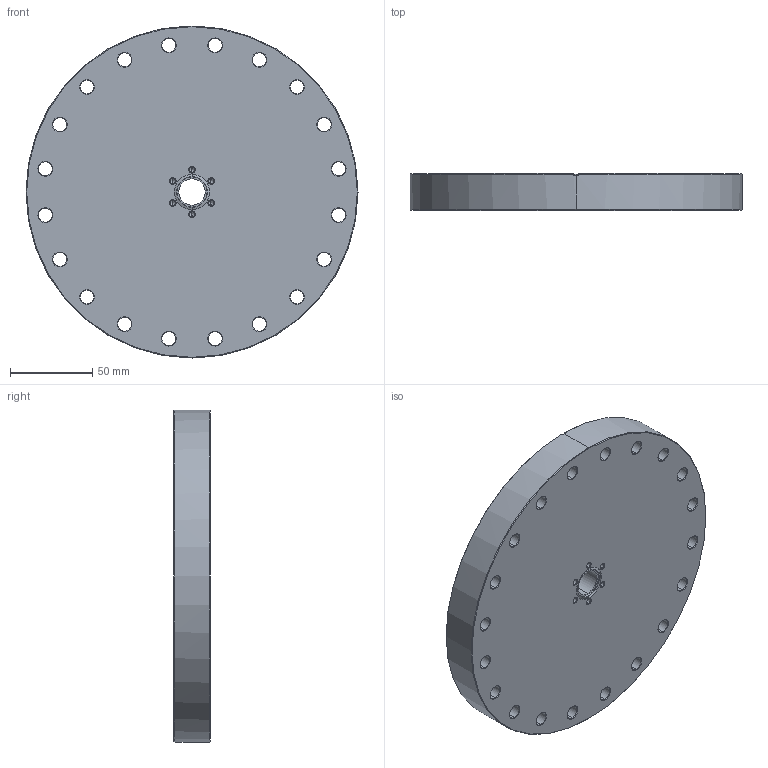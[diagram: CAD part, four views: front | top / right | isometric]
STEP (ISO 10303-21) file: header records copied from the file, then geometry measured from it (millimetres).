
FILE_DESCRIPTION (( 'STEP AP214' ), '1' );
FILE_NAME ('Hositrad_CFA150-16D.STEP', '2017-05-08T13:57:52', ( 'Gebruiker' ), ( '' ), 'SwSTEP 2.0', 'SolidWorks 2017', '' );
FILE_SCHEMA (( 'AUTOMOTIVE_DESIGN' ));
Length unit declared in the file: millimetre
Products named in the file (1): Hositrad_CFA150-16D
Bounding box: 202.4 x 22.3 x 202.4 mm (x, y, z)
Volume: 660025.8 mm3; surface area: 90158.6 mm2
Topology: 1 solids, 1 shells, 187 faces, 438 edges, 248 vertices
Faces by surface type: cone 116, cylinder 60, plane 11
Entity records: 5482 total; most frequent: DIRECTION 1030, CARTESIAN_POINT 874, ORIENTED_EDGE 852, EDGE_CURVE 426, AXIS2_PLACEMENT_3D 420, VERTEX_POINT 248, EDGE_LOOP 236, CIRCLE 232
